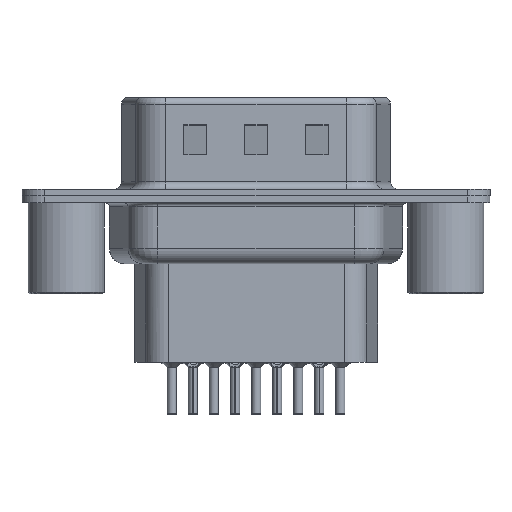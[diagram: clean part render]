
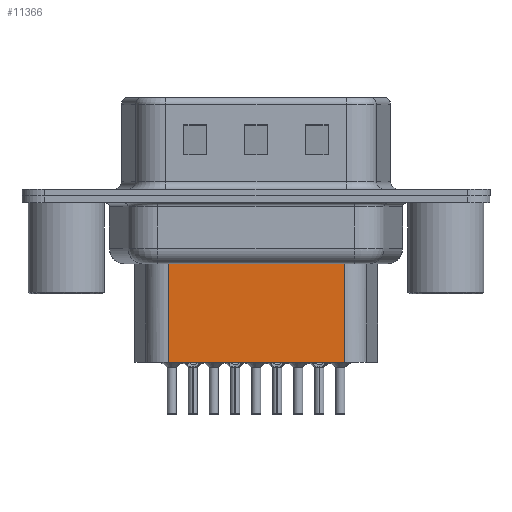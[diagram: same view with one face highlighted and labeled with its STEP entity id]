
A CAD part, front view. The second image highlights one B-rep face of the part: STEP entity #11366.
In plain terms, the highlighted planar face has unit normal (0, -1, 0).
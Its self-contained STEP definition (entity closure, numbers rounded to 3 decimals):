
#9 = ORIENTED_EDGE ( 'NONE', *, *, #16499, .F. ) ;
#151 = LINE ( 'NONE', #3245, #17453 ) ;
#807 = VERTEX_POINT ( 'NONE', #13103 ) ;
#1412 = CARTESIAN_POINT ( 'NONE',  ( 18.294, -3.5, -3.1 ) ) ;
#2539 = CARTESIAN_POINT ( 'NONE',  ( 6.706, -3.5, -3.1 ) ) ;
#2629 = VERTEX_POINT ( 'NONE', #16646 ) ;
#2813 = CARTESIAN_POINT ( 'NONE',  ( 18.294, -3.5, -10.95 ) ) ;
#3120 = LINE ( 'NONE', #4570, #18412 ) ;
#3245 = CARTESIAN_POINT ( 'NONE',  ( 6.459, -3.5, -4.097 ) ) ;
#3757 = LINE ( 'NONE', #14240, #8118 ) ;
#3984 = DIRECTION ( 'NONE',  ( 1., 0., 0. ) ) ;
#4494 = VERTEX_POINT ( 'NONE', #14168 ) ;
#4570 = CARTESIAN_POINT ( 'NONE',  ( 6.706, -3.5, -3.1 ) ) ;
#5816 = EDGE_LOOP ( 'NONE', ( #9, #16036, #10297, #15913 ) ) ;
#6008 = VERTEX_POINT ( 'NONE', #2813 ) ;
#6587 = AXIS2_PLACEMENT_3D ( 'NONE', #2539, #8463, #3984 ) ;
#8118 = VECTOR ( 'NONE', #18909, 1000. ) ;
#8463 = DIRECTION ( 'NONE',  ( 0., -1., 0. ) ) ;
#9814 = PLANE ( 'NONE',  #6587 ) ;
#9975 = VECTOR ( 'NONE', #15821, 1000. ) ;
#10297 = ORIENTED_EDGE ( 'NONE', *, *, #14828, .T. ) ;
#10503 = EDGE_CURVE ( 'NONE', #6008, #4494, #3757, .T. ) ;
#10506 = DIRECTION ( 'NONE',  ( 0., 0., -1. ) ) ;
#11366 = ADVANCED_FACE ( 'NONE', ( #12915 ), #9814, .T. ) ;
#12915 = FACE_OUTER_BOUND ( 'NONE', #5816, .T. ) ;
#13103 = CARTESIAN_POINT ( 'NONE',  ( 18.294, -3.5, -4.097 ) ) ;
#14168 = CARTESIAN_POINT ( 'NONE',  ( 6.706, -3.5, -10.95 ) ) ;
#14240 = CARTESIAN_POINT ( 'NONE',  ( 6.706, -3.5, -10.95 ) ) ;
#14800 = DIRECTION ( 'NONE',  ( -1., 0., 0. ) ) ;
#14828 = EDGE_CURVE ( 'NONE', #2629, #4494, #3120, .T. ) ;
#15255 = LINE ( 'NONE', #1412, #9975 ) ;
#15821 = DIRECTION ( 'NONE',  ( 0., 0., -1. ) ) ;
#15913 = ORIENTED_EDGE ( 'NONE', *, *, #10503, .F. ) ;
#16036 = ORIENTED_EDGE ( 'NONE', *, *, #16809, .T. ) ;
#16499 = EDGE_CURVE ( 'NONE', #807, #6008, #15255, .T. ) ;
#16646 = CARTESIAN_POINT ( 'NONE',  ( 6.706, -3.5, -4.097 ) ) ;
#16809 = EDGE_CURVE ( 'NONE', #807, #2629, #151, .T. ) ;
#17453 = VECTOR ( 'NONE', #14800, 1000. ) ;
#18412 = VECTOR ( 'NONE', #10506, 1000. ) ;
#18909 = DIRECTION ( 'NONE',  ( -1., 0., 0. ) ) ;
